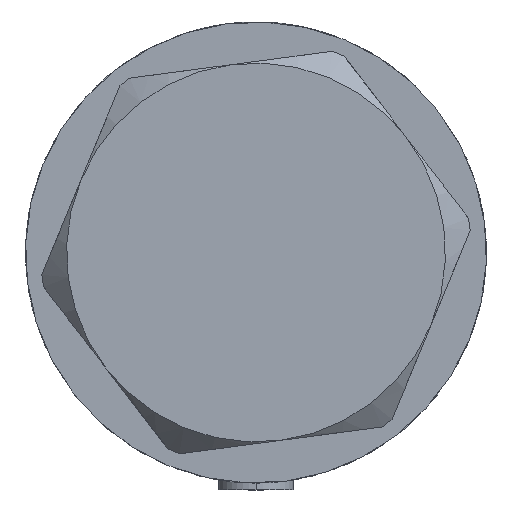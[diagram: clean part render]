
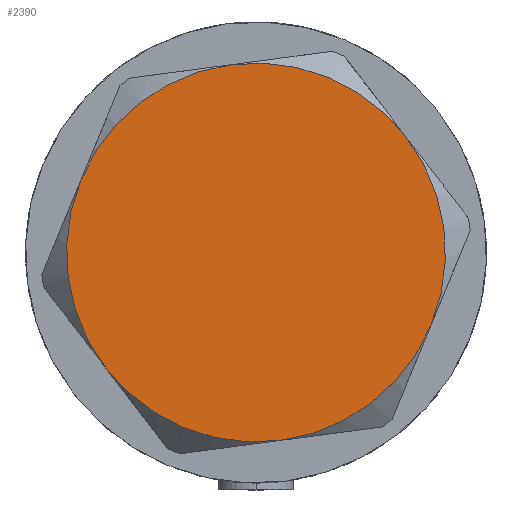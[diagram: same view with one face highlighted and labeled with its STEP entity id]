
A CAD part, left-side view. The second image highlights one B-rep face of the part: STEP entity #2390.
In plain terms, the highlighted face is planar.
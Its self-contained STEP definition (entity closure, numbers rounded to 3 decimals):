
#315 = DIRECTION ( 'NONE',  ( 0., 0., 1. ) ) ;
#328 = EDGE_LOOP ( 'NONE', ( #3179, #3380, #3246, #1099, #2637, #4696 ) ) ;
#363 = DIRECTION ( 'NONE',  ( 1., 0., 0. ) ) ;
#592 = VERTEX_POINT ( 'NONE', #3277 ) ;
#730 = EDGE_CURVE ( 'NONE', #3219, #802, #1223, .T. ) ;
#736 = CARTESIAN_POINT ( 'NONE',  ( 0., 0., 14.5 ) ) ;
#770 = EDGE_CURVE ( 'NONE', #807, #592, #1387, .T. ) ;
#777 = AXIS2_PLACEMENT_3D ( 'NONE', #1931, #921, #2368 ) ;
#797 = DIRECTION ( 'NONE',  ( 0., 0., 1. ) ) ;
#802 = VERTEX_POINT ( 'NONE', #2267 ) ;
#807 = VERTEX_POINT ( 'NONE', #3770 ) ;
#921 = DIRECTION ( 'NONE',  ( 0., 0., 1. ) ) ;
#1038 = CARTESIAN_POINT ( 'NONE',  ( -30., 0., 14.5 ) ) ;
#1099 = ORIENTED_EDGE ( 'NONE', *, *, #3331, .T. ) ;
#1106 = DIRECTION ( 'NONE',  ( 0., 0., 1. ) ) ;
#1223 = CIRCLE ( 'NONE', #2463, 30. ) ;
#1248 = DIRECTION ( 'NONE',  ( 0., 0., 1. ) ) ;
#1385 = AXIS2_PLACEMENT_3D ( 'NONE', #3830, #3583, #3632 ) ;
#1387 = CIRCLE ( 'NONE', #2696, 30. ) ;
#1583 = CARTESIAN_POINT ( 'NONE',  ( 0., 0., 14.5 ) ) ;
#1591 = DIRECTION ( 'NONE',  ( 1., 0., 0. ) ) ;
#1826 = CIRCLE ( 'NONE', #777, 30. ) ;
#1931 = CARTESIAN_POINT ( 'NONE',  ( 0., 0., 14.5 ) ) ;
#1938 = CARTESIAN_POINT ( 'NONE',  ( 30., 0., 14.5 ) ) ;
#1985 = DIRECTION ( 'NONE',  ( 0., 0., 1. ) ) ;
#2010 = EDGE_CURVE ( 'NONE', #592, #4630, #4644, .T. ) ;
#2267 = CARTESIAN_POINT ( 'NONE',  ( -15., 25.981, 14.5 ) ) ;
#2323 = PLANE ( 'NONE',  #1385 ) ;
#2346 = FACE_OUTER_BOUND ( 'NONE', #328, .T. ) ;
#2368 = DIRECTION ( 'NONE',  ( 1., 0., 0. ) ) ;
#2390 = ADVANCED_FACE ( 'NONE', ( #2346 ), #2323, .T. ) ;
#2463 = AXIS2_PLACEMENT_3D ( 'NONE', #3393, #1106, #3347 ) ;
#2507 = EDGE_CURVE ( 'NONE', #2741, #807, #1826, .T. ) ;
#2564 = EDGE_CURVE ( 'NONE', #4630, #3219, #3272, .T. ) ;
#2637 = ORIENTED_EDGE ( 'NONE', *, *, #2507, .T. ) ;
#2671 = AXIS2_PLACEMENT_3D ( 'NONE', #1583, #1248, #2701 ) ;
#2696 = AXIS2_PLACEMENT_3D ( 'NONE', #2960, #797, #363 ) ;
#2701 = DIRECTION ( 'NONE',  ( 1., 0., 0. ) ) ;
#2741 = VERTEX_POINT ( 'NONE', #1038 ) ;
#2960 = CARTESIAN_POINT ( 'NONE',  ( 0., 0., 14.5 ) ) ;
#3087 = CARTESIAN_POINT ( 'NONE',  ( 0., 0., 14.5 ) ) ;
#3154 = AXIS2_PLACEMENT_3D ( 'NONE', #736, #315, #3618 ) ;
#3179 = ORIENTED_EDGE ( 'NONE', *, *, #2010, .T. ) ;
#3219 = VERTEX_POINT ( 'NONE', #3718 ) ;
#3246 = ORIENTED_EDGE ( 'NONE', *, *, #730, .T. ) ;
#3272 = CIRCLE ( 'NONE', #3355, 30. ) ;
#3277 = CARTESIAN_POINT ( 'NONE',  ( 15., -25.981, 14.5 ) ) ;
#3331 = EDGE_CURVE ( 'NONE', #802, #2741, #3750, .T. ) ;
#3347 = DIRECTION ( 'NONE',  ( 1., 0., 0. ) ) ;
#3355 = AXIS2_PLACEMENT_3D ( 'NONE', #3087, #1985, #1591 ) ;
#3380 = ORIENTED_EDGE ( 'NONE', *, *, #2564, .T. ) ;
#3393 = CARTESIAN_POINT ( 'NONE',  ( 0., 0., 14.5 ) ) ;
#3583 = DIRECTION ( 'NONE',  ( 0., 0., 1. ) ) ;
#3618 = DIRECTION ( 'NONE',  ( 1., 0., 0. ) ) ;
#3632 = DIRECTION ( 'NONE',  ( 1., 0., 0. ) ) ;
#3718 = CARTESIAN_POINT ( 'NONE',  ( 15., 25.981, 14.5 ) ) ;
#3750 = CIRCLE ( 'NONE', #2671, 30. ) ;
#3770 = CARTESIAN_POINT ( 'NONE',  ( -15., -25.981, 14.5 ) ) ;
#3830 = CARTESIAN_POINT ( 'NONE',  ( 0., 0., 14.5 ) ) ;
#4630 = VERTEX_POINT ( 'NONE', #1938 ) ;
#4644 = CIRCLE ( 'NONE', #3154, 30. ) ;
#4696 = ORIENTED_EDGE ( 'NONE', *, *, #770, .T. ) ;
